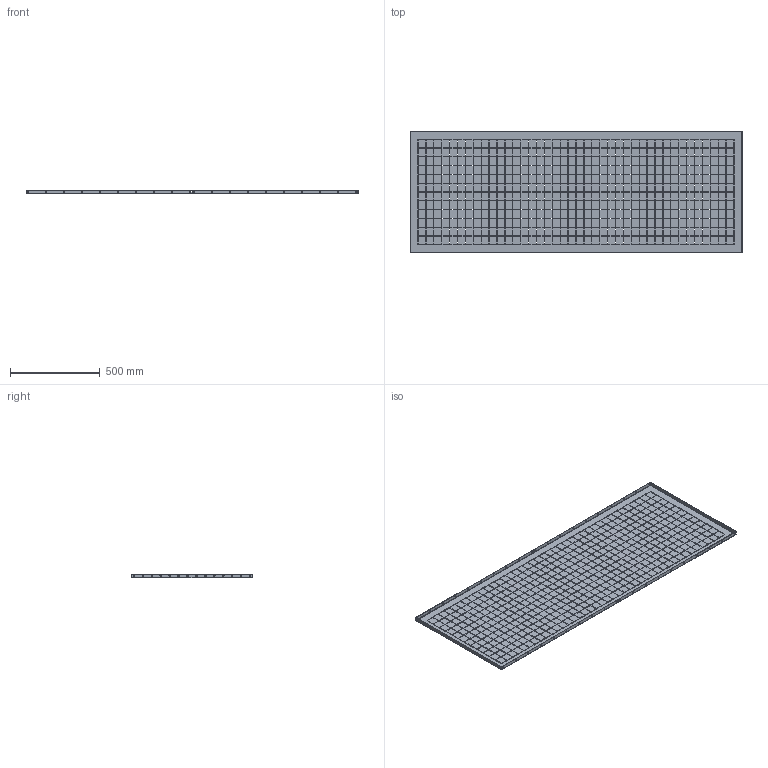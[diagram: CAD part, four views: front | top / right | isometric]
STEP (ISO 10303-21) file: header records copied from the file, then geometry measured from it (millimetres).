
FILE_DESCRIPTION (( 'STEP AP214' ), '1' );
FILE_NAME ('ÌÈ-2568.00.00.001 Ïåðåãîðîäêà âåðòèêàëüíàÿ ïî ãëóáèíå øêàôà 2000õ800.STEP', '2022-12-09T06:22:52', ( '' ), ( '' ), 'SwSTEP 2.0', 'SolidWorks 2021', '' );
FILE_SCHEMA (( 'AUTOMOTIVE_DESIGN' ));
Products named in the file (1): ÌÈ-2568.00.00.001 Ïåðåãîðîäêà âåðòèêàëüíàÿ ïî ãëóáèíå øêàôà 2000õ800
Bounding box: 1849 x 675 x 21 mm (x, y, z)
Volume: 1260061.1 mm3; surface area: 2613814.8 mm2
Topology: 1 solids, 1 shells, 4222 faces, 12628 edges, 8408 vertices
Faces by surface type: plane 4074, cylinder 140, bspline 8
Entity records: 144287 total; most frequent: CARTESIAN_POINT 26020, ORIENTED_EDGE 25256, DIRECTION 21294, EDGE_CURVE 12628, VECTOR 12336, LINE 12336, VERTEX_POINT 8408, EDGE_LOOP 6378
